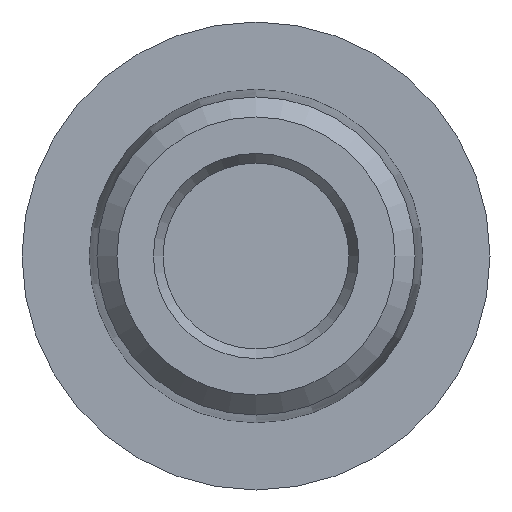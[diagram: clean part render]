
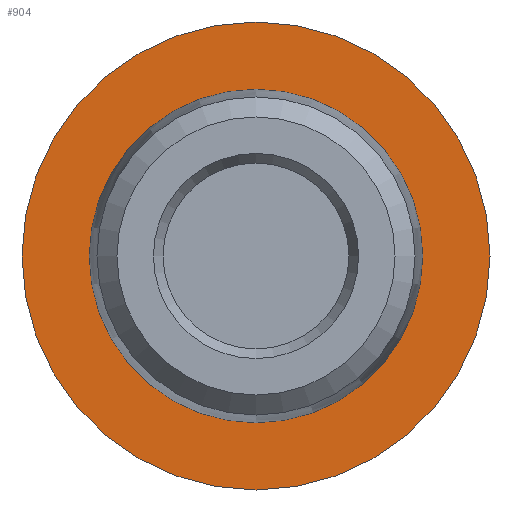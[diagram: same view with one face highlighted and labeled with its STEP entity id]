
A CAD part, front view. The second image highlights one B-rep face of the part: STEP entity #904.
In plain terms, the highlighted planar face has unit normal (0, -1, 0).
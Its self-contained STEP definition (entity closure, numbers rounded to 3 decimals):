
#28=PLANE('',#993);
#104=CIRCLE('',#951,4.989);
#124=CIRCLE('',#992,7.);
#234=ORIENTED_EDGE('',*,*,#314,.F.);
#235=ORIENTED_EDGE('',*,*,#340,.T.);
#314=EDGE_CURVE('',#374,#374,#104,.T.);
#340=EDGE_CURVE('',#394,#394,#124,.T.);
#374=VERTEX_POINT('',#1322);
#394=VERTEX_POINT('',#1389);
#464=EDGE_LOOP('',(#234));
#465=EDGE_LOOP('',(#235));
#532=FACE_BOUND('',#464,.T.);
#533=FACE_BOUND('',#465,.T.);
#904=ADVANCED_FACE('',(#532,#533),#28,.F.);
#951=AXIS2_PLACEMENT_3D('',#1321,#1083,#1084);
#992=AXIS2_PLACEMENT_3D('',#1388,#1171,#1172);
#993=AXIS2_PLACEMENT_3D('',#1390,#1173,#1174);
#1083=DIRECTION('',(0.,-1.,0.));
#1084=DIRECTION('',(0.,0.,-1.));
#1171=DIRECTION('',(0.,-1.,0.));
#1172=DIRECTION('',(0.,0.,-1.));
#1173=DIRECTION('',(0.,1.,0.));
#1174=DIRECTION('',(0.,0.,1.));
#1321=CARTESIAN_POINT('',(0.,0.,0.));
#1322=CARTESIAN_POINT('',(0.,0.,-4.989));
#1388=CARTESIAN_POINT('',(0.,0.,0.));
#1389=CARTESIAN_POINT('',(0.,0.,-7.));
#1390=CARTESIAN_POINT('',(0.,0.,-7.));
